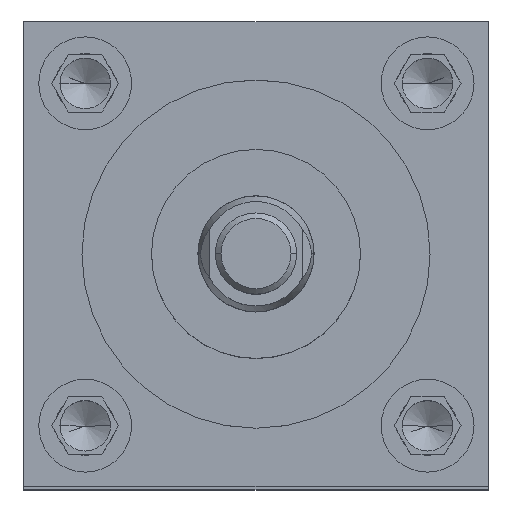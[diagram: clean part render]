
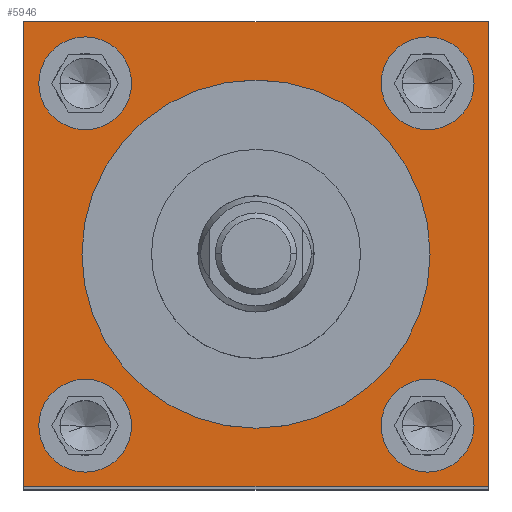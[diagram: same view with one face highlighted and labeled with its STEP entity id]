
A CAD part, top view. The second image highlights one B-rep face of the part: STEP entity #5946.
In plain terms, the highlighted planar face has unit normal (0, 0, 1).
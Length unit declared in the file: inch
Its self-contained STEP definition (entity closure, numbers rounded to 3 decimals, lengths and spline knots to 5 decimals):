
#12 = DIRECTION ( 'NONE',  ( 1., 0., 0. ) ) ;
#13 = CARTESIAN_POINT ( 'NONE',  ( 0., 0., 11.625 ) ) ;
#70 = CARTESIAN_POINT ( 'NONE',  ( -0.67, 0.92, 11.625 ) ) ;
#361 = CARTESIAN_POINT ( 'NONE',  ( 0.924, 0.92, 11.625 ) ) ;
#369 = EDGE_LOOP ( 'NONE', ( #433, #3051, #3186, #4348 ) ) ;
#433 = ORIENTED_EDGE ( 'NONE', *, *, #4782, .T. ) ;
#455 = EDGE_CURVE ( 'NONE', #2194, #3217, #3331, .T. ) ;
#485 = DIRECTION ( 'NONE',  ( 0., 0., 1. ) ) ;
#571 = PLANE ( 'NONE',  #3139 ) ;
#617 = ORIENTED_EDGE ( 'NONE', *, *, #3611, .F. ) ;
#639 = DIRECTION ( 'NONE',  ( 0., 0., 1. ) ) ;
#678 = VERTEX_POINT ( 'NONE', #70 ) ;
#686 = CARTESIAN_POINT ( 'NONE',  ( -0.92, -0.924, 11.625 ) ) ;
#689 = CARTESIAN_POINT ( 'NONE',  ( 0., 0., 11.625 ) ) ;
#720 = AXIS2_PLACEMENT_3D ( 'NONE', #5579, #4068, #5486 ) ;
#738 = CARTESIAN_POINT ( 'NONE',  ( 1.25, 1.25, 11.625 ) ) ;
#808 = AXIS2_PLACEMENT_3D ( 'NONE', #13, #3726, #4793 ) ;
#864 = CIRCLE ( 'NONE', #1954, 0.25 ) ;
#955 = CIRCLE ( 'NONE', #5232, 0.25 ) ;
#959 = DIRECTION ( 'NONE',  ( -1., 0., 0. ) ) ;
#964 = ORIENTED_EDGE ( 'NONE', *, *, #5556, .F. ) ;
#973 = EDGE_LOOP ( 'NONE', ( #964, #4453 ) ) ;
#1042 = DIRECTION ( 'NONE',  ( 0., 0., 1. ) ) ;
#1048 = CARTESIAN_POINT ( 'NONE',  ( -1.25, 1.25, 11.625 ) ) ;
#1101 = EDGE_LOOP ( 'NONE', ( #1678, #617 ) ) ;
#1112 = CARTESIAN_POINT ( 'NONE',  ( 0.924, -0.924, 11.625 ) ) ;
#1133 = DIRECTION ( 'NONE',  ( 0., 0., 1. ) ) ;
#1185 = EDGE_CURVE ( 'NONE', #3449, #5865, #4245, .T. ) ;
#1215 = EDGE_CURVE ( 'NONE', #678, #1586, #3805, .T. ) ;
#1258 = VECTOR ( 'NONE', #2914, 39.37008 ) ;
#1263 = VECTOR ( 'NONE', #5919, 39.37008 ) ;
#1413 = DIRECTION ( 'NONE',  ( 1., 0., 0. ) ) ;
#1420 = ORIENTED_EDGE ( 'NONE', *, *, #1215, .F. ) ;
#1445 = DIRECTION ( 'NONE',  ( 1., 0., 0. ) ) ;
#1453 = DIRECTION ( 'NONE',  ( 1., 0., 0. ) ) ;
#1478 = EDGE_CURVE ( 'NONE', #5865, #3826, #5010, .T. ) ;
#1515 = FACE_BOUND ( 'NONE', #2044, .T. ) ;
#1586 = VERTEX_POINT ( 'NONE', #4732 ) ;
#1618 = VECTOR ( 'NONE', #5040, 39.37008 ) ;
#1678 = ORIENTED_EDGE ( 'NONE', *, *, #2583, .F. ) ;
#1807 = AXIS2_PLACEMENT_3D ( 'NONE', #1889, #485, #12 ) ;
#1824 = CARTESIAN_POINT ( 'NONE',  ( 1.174, -0.924, 11.625 ) ) ;
#1889 = CARTESIAN_POINT ( 'NONE',  ( -0.92, 0.92, 11.625 ) ) ;
#1954 = AXIS2_PLACEMENT_3D ( 'NONE', #5710, #4758, #1445 ) ;
#1968 = CARTESIAN_POINT ( 'NONE',  ( -0.67, -0.924, 11.625 ) ) ;
#2021 = AXIS2_PLACEMENT_3D ( 'NONE', #689, #5807, #2566 ) ;
#2044 = EDGE_LOOP ( 'NONE', ( #4470, #4160 ) ) ;
#2194 = VERTEX_POINT ( 'NONE', #5101 ) ;
#2379 = CARTESIAN_POINT ( 'NONE',  ( -1.25, 1.25, 11.625 ) ) ;
#2386 = LINE ( 'NONE', #1048, #1258 ) ;
#2394 = EDGE_CURVE ( 'NONE', #1586, #678, #4095, .T. ) ;
#2566 = DIRECTION ( 'NONE',  ( 1., 0., 0. ) ) ;
#2583 = EDGE_CURVE ( 'NONE', #2894, #3311, #4415, .T. ) ;
#2626 = AXIS2_PLACEMENT_3D ( 'NONE', #686, #1133, #5918 ) ;
#2894 = VERTEX_POINT ( 'NONE', #4503 ) ;
#2914 = DIRECTION ( 'NONE',  ( -1., 0., 0. ) ) ;
#2936 = FACE_OUTER_BOUND ( 'NONE', #369, .T. ) ;
#3051 = ORIENTED_EDGE ( 'NONE', *, *, #1185, .T. ) ;
#3139 = AXIS2_PLACEMENT_3D ( 'NONE', #2379, #4889, #959 ) ;
#3186 = ORIENTED_EDGE ( 'NONE', *, *, #1478, .T. ) ;
#3217 = VERTEX_POINT ( 'NONE', #1968 ) ;
#3311 = VERTEX_POINT ( 'NONE', #3988 ) ;
#3331 = CIRCLE ( 'NONE', #2626, 0.25 ) ;
#3397 = CIRCLE ( 'NONE', #720, 0.25 ) ;
#3440 = AXIS2_PLACEMENT_3D ( 'NONE', #361, #3908, #5800 ) ;
#3449 = VERTEX_POINT ( 'NONE', #4634 ) ;
#3495 = ORIENTED_EDGE ( 'NONE', *, *, #5987, .F. ) ;
#3504 = CARTESIAN_POINT ( 'NONE',  ( -1.25, -1.25, 11.625 ) ) ;
#3611 = EDGE_CURVE ( 'NONE', #3311, #2894, #4500, .T. ) ;
#3633 = CIRCLE ( 'NONE', #5344, 0.25 ) ;
#3644 = EDGE_LOOP ( 'NONE', ( #3495, #4274 ) ) ;
#3656 = CARTESIAN_POINT ( 'NONE',  ( 0.674, -0.924, 11.625 ) ) ;
#3726 = DIRECTION ( 'NONE',  ( 0., 0., 1. ) ) ;
#3794 = CARTESIAN_POINT ( 'NONE',  ( -1.25, 1.25, 11.625 ) ) ;
#3803 = EDGE_CURVE ( 'NONE', #4495, #4576, #3397, .T. ) ;
#3805 = CIRCLE ( 'NONE', #6095, 0.25 ) ;
#3821 = ORIENTED_EDGE ( 'NONE', *, *, #2394, .F. ) ;
#3826 = VERTEX_POINT ( 'NONE', #738 ) ;
#3829 = DIRECTION ( 'NONE',  ( 0., 0., 1. ) ) ;
#3898 = CARTESIAN_POINT ( 'NONE',  ( -1.25, -1.25, 11.625 ) ) ;
#3908 = DIRECTION ( 'NONE',  ( 0., 0., 1. ) ) ;
#3917 = FACE_BOUND ( 'NONE', #3644, .T. ) ;
#3922 = VECTOR ( 'NONE', #5302, 39.37008 ) ;
#3988 = CARTESIAN_POINT ( 'NONE',  ( -0.9375, 0., 11.625 ) ) ;
#4068 = DIRECTION ( 'NONE',  ( 0., 0., 1. ) ) ;
#4095 = CIRCLE ( 'NONE', #1807, 0.25 ) ;
#4160 = ORIENTED_EDGE ( 'NONE', *, *, #455, .F. ) ;
#4228 = EDGE_CURVE ( 'NONE', #3826, #5382, #2386, .T. ) ;
#4245 = LINE ( 'NONE', #3898, #3922 ) ;
#4274 = ORIENTED_EDGE ( 'NONE', *, *, #5249, .F. ) ;
#4293 = VERTEX_POINT ( 'NONE', #4359 ) ;
#4306 = DIRECTION ( 'NONE',  ( 1., 0., 0. ) ) ;
#4318 = FACE_BOUND ( 'NONE', #973, .T. ) ;
#4348 = ORIENTED_EDGE ( 'NONE', *, *, #4228, .T. ) ;
#4358 = EDGE_LOOP ( 'NONE', ( #1420, #3821 ) ) ;
#4359 = CARTESIAN_POINT ( 'NONE',  ( 1.174, 0.92, 11.625 ) ) ;
#4415 = CIRCLE ( 'NONE', #2021, 0.9375 ) ;
#4453 = ORIENTED_EDGE ( 'NONE', *, *, #3803, .F. ) ;
#4470 = ORIENTED_EDGE ( 'NONE', *, *, #6022, .F. ) ;
#4478 = VERTEX_POINT ( 'NONE', #6042 ) ;
#4495 = VERTEX_POINT ( 'NONE', #3656 ) ;
#4500 = CIRCLE ( 'NONE', #808, 0.9375 ) ;
#4503 = CARTESIAN_POINT ( 'NONE',  ( 0.9375, 0., 11.625 ) ) ;
#4576 = VERTEX_POINT ( 'NONE', #1824 ) ;
#4631 = CIRCLE ( 'NONE', #3440, 0.25 ) ;
#4634 = CARTESIAN_POINT ( 'NONE',  ( -1.25, -1.25, 11.625 ) ) ;
#4732 = CARTESIAN_POINT ( 'NONE',  ( -1.17, 0.92, 11.625 ) ) ;
#4758 = DIRECTION ( 'NONE',  ( 0., 0., 1. ) ) ;
#4782 = EDGE_CURVE ( 'NONE', #5382, #3449, #4967, .T. ) ;
#4793 = DIRECTION ( 'NONE',  ( 1., 0., 0. ) ) ;
#4856 = FACE_BOUND ( 'NONE', #1101, .T. ) ;
#4889 = DIRECTION ( 'NONE',  ( 0., 0., -1. ) ) ;
#4967 = LINE ( 'NONE', #3504, #1263 ) ;
#5010 = LINE ( 'NONE', #5991, #1618 ) ;
#5040 = DIRECTION ( 'NONE',  ( 0., 1., 0. ) ) ;
#5101 = CARTESIAN_POINT ( 'NONE',  ( -1.17, -0.924, 11.625 ) ) ;
#5232 = AXIS2_PLACEMENT_3D ( 'NONE', #1112, #639, #1453 ) ;
#5249 = EDGE_CURVE ( 'NONE', #4478, #4293, #4631, .T. ) ;
#5255 = FACE_BOUND ( 'NONE', #4358, .T. ) ;
#5302 = DIRECTION ( 'NONE',  ( 1., 0., 0. ) ) ;
#5317 = CARTESIAN_POINT ( 'NONE',  ( -0.92, -0.924, 11.625 ) ) ;
#5344 = AXIS2_PLACEMENT_3D ( 'NONE', #5317, #1042, #1413 ) ;
#5382 = VERTEX_POINT ( 'NONE', #3794 ) ;
#5486 = DIRECTION ( 'NONE',  ( 1., 0., 0. ) ) ;
#5556 = EDGE_CURVE ( 'NONE', #4576, #4495, #955, .T. ) ;
#5579 = CARTESIAN_POINT ( 'NONE',  ( 0.924, -0.924, 11.625 ) ) ;
#5710 = CARTESIAN_POINT ( 'NONE',  ( 0.924, 0.92, 11.625 ) ) ;
#5729 = CARTESIAN_POINT ( 'NONE',  ( -0.92, 0.92, 11.625 ) ) ;
#5800 = DIRECTION ( 'NONE',  ( 1., 0., 0. ) ) ;
#5807 = DIRECTION ( 'NONE',  ( 0., 0., 1. ) ) ;
#5865 = VERTEX_POINT ( 'NONE', #6014 ) ;
#5918 = DIRECTION ( 'NONE',  ( 1., 0., 0. ) ) ;
#5919 = DIRECTION ( 'NONE',  ( 0., -1., 0. ) ) ;
#5946 = ADVANCED_FACE ( 'NONE', ( #4318, #3917, #1515, #5255, #4856, #2936 ), #571, .F. ) ;
#5987 = EDGE_CURVE ( 'NONE', #4293, #4478, #864, .T. ) ;
#5991 = CARTESIAN_POINT ( 'NONE',  ( 1.25, -1.25, 11.625 ) ) ;
#6014 = CARTESIAN_POINT ( 'NONE',  ( 1.25, -1.25, 11.625 ) ) ;
#6022 = EDGE_CURVE ( 'NONE', #3217, #2194, #3633, .T. ) ;
#6042 = CARTESIAN_POINT ( 'NONE',  ( 0.674, 0.92, 11.625 ) ) ;
#6095 = AXIS2_PLACEMENT_3D ( 'NONE', #5729, #3829, #4306 ) ;
